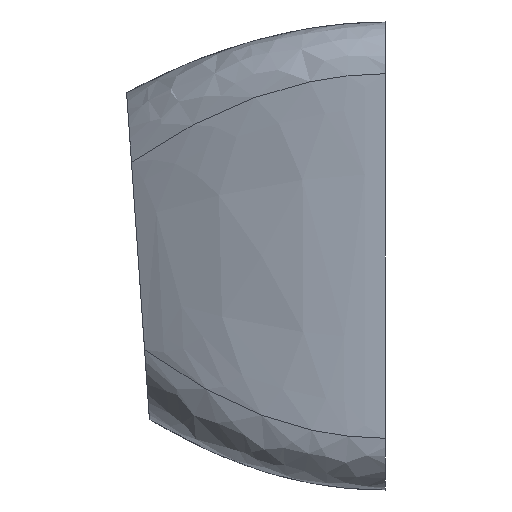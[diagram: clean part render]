
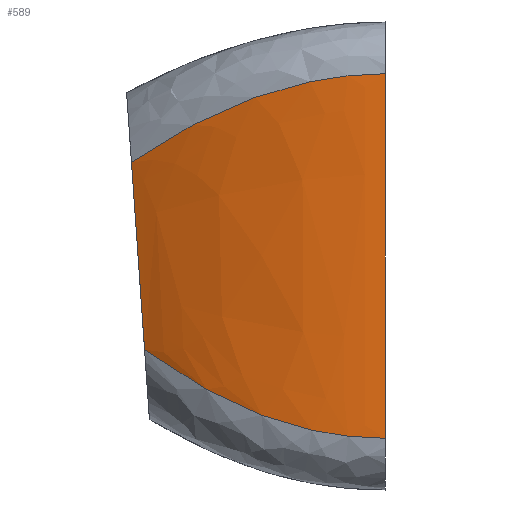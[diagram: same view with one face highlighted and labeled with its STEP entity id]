
A CAD part, left-side view. The second image highlights one B-rep face of the part: STEP entity #589.
In plain terms, the highlighted free-form (B-spline) face has degree [3, 3] with [4, 4] control points.
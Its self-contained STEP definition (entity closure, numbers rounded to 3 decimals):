
#21=LINE('',#1334,#66);
#28=LINE('',#1362,#73);
#66=VECTOR('',#664,10.);
#73=VECTOR('',#687,10.);
#129=B_SPLINE_SURFACE_WITH_KNOTS('',3,3,((#1391,#1392,#1393,#1394),(#1395,
#1396,#1397,#1398),(#1399,#1400,#1401,#1402),(#1403,#1404,#1405,#1406)),
 .UNSPECIFIED.,.F.,.F.,.F.,(4,4),(4,4),(0.,1.),(0.,1.),.UNSPECIFIED.);
#148=FACE_OUTER_BOUND('',#184,.T.);
#184=EDGE_LOOP('',(#453,#454,#455,#456));
#232=B_SPLINE_CURVE_WITH_KNOTS('',3,(#1383,#1384,#1385,#1386),
 .UNSPECIFIED.,.F.,.F.,(4,4),(0.,1.),.UNSPECIFIED.);
#234=B_SPLINE_CURVE_WITH_KNOTS('',3,(#1407,#1408,#1409,#1410),
 .UNSPECIFIED.,.F.,.F.,(4,4),(0.,1.),.UNSPECIFIED.);
#257=VERTEX_POINT('',#1331);
#258=VERTEX_POINT('',#1333);
#265=VERTEX_POINT('',#1348);
#271=VERTEX_POINT('',#1360);
#323=EDGE_CURVE('',#257,#258,#21,.T.);
#337=EDGE_CURVE('',#265,#271,#28,.T.);
#338=EDGE_CURVE('',#265,#257,#232,.T.);
#340=EDGE_CURVE('',#271,#258,#234,.T.);
#453=ORIENTED_EDGE('',*,*,#337,.T.);
#454=ORIENTED_EDGE('',*,*,#340,.T.);
#455=ORIENTED_EDGE('',*,*,#323,.F.);
#456=ORIENTED_EDGE('',*,*,#338,.F.);
#589=ADVANCED_FACE('',(#148),#129,.T.);
#664=DIRECTION('',(0.,0.,-1.));
#687=DIRECTION('',(0.,-0.07,-0.998));
#1331=CARTESIAN_POINT('',(0.,0.,16.1));
#1333=CARTESIAN_POINT('',(0.,0.,2.));
#1334=CARTESIAN_POINT('',(0.,0.,16.1));
#1348=CARTESIAN_POINT('',(2.7,9.82,12.669));
#1360=CARTESIAN_POINT('',(2.7,9.314,5.431));
#1362=CARTESIAN_POINT('',(2.7,9.82,12.669));
#1383=CARTESIAN_POINT('Ctrl Pts',(2.7,9.82,12.669));
#1384=CARTESIAN_POINT('Ctrl Pts',(0.9,6.547,14.956));
#1385=CARTESIAN_POINT('Ctrl Pts',(0.,3.189,
16.1));
#1386=CARTESIAN_POINT('Ctrl Pts',(0.,0.,16.1));
#1391=CARTESIAN_POINT('Ctrl Pts',(2.7,9.82,12.669));
#1392=CARTESIAN_POINT('Ctrl Pts',(0.9,6.547,14.956));
#1393=CARTESIAN_POINT('Ctrl Pts',(0.,3.189,
16.1));
#1394=CARTESIAN_POINT('Ctrl Pts',(0.,0.,16.1));
#1395=CARTESIAN_POINT('Ctrl Pts',(2.7,9.722,11.259));
#1396=CARTESIAN_POINT('Ctrl Pts',(0.939,6.481,13.324));
#1397=CARTESIAN_POINT('Ctrl Pts',(0.,3.189,
15.053));
#1398=CARTESIAN_POINT('Ctrl Pts',(0.,0.,15.053));
#1399=CARTESIAN_POINT('Ctrl Pts',(2.7,9.413,6.841));
#1400=CARTESIAN_POINT('Ctrl Pts',(0.939,6.275,4.776));
#1401=CARTESIAN_POINT('Ctrl Pts',(0.,3.189,
3.047));
#1402=CARTESIAN_POINT('Ctrl Pts',(0.,0.,3.047));
#1403=CARTESIAN_POINT('Ctrl Pts',(2.7,9.314,5.431));
#1404=CARTESIAN_POINT('Ctrl Pts',(0.9,6.209,3.144));
#1405=CARTESIAN_POINT('Ctrl Pts',(0.,3.189,
2.));
#1406=CARTESIAN_POINT('Ctrl Pts',(0.,0.,2.));
#1407=CARTESIAN_POINT('Ctrl Pts',(2.7,9.314,5.431));
#1408=CARTESIAN_POINT('Ctrl Pts',(0.9,6.209,3.144));
#1409=CARTESIAN_POINT('Ctrl Pts',(0.,3.189,
2.));
#1410=CARTESIAN_POINT('Ctrl Pts',(0.,0.,2.));
